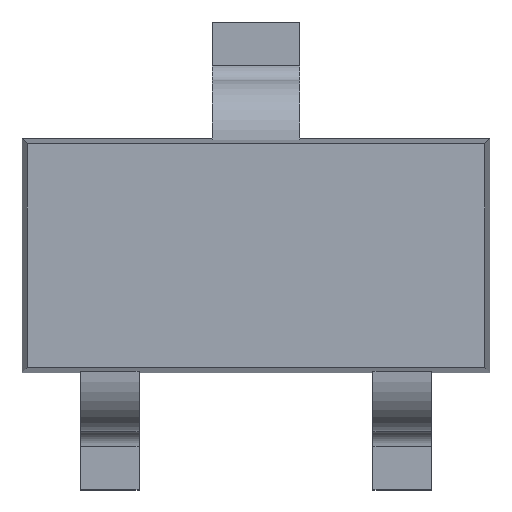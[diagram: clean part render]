
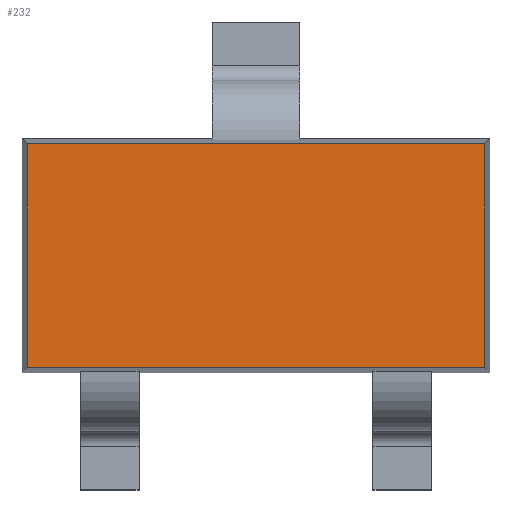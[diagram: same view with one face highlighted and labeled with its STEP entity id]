
A CAD part, top view. The second image highlights one B-rep face of the part: STEP entity #232.
In plain terms, the highlighted planar face has unit normal (0, 0, 1).
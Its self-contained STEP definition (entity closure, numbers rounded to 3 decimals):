
#232=ADVANCED_FACE('',(#700),#699,.T.);
#699=PLANE('',#1002);
#700=FACE_OUTER_BOUND('',#1003,.T.);
#999=CARTESIAN_POINT('',(-0.939,-0.459,0.7));
#1000=DIRECTION('',(0.,0.,1.));
#1001=DIRECTION('',(1.,0.,0.));
#1002=AXIS2_PLACEMENT_3D('',#999,#1000,#1001);
#1003=EDGE_LOOP('',(#1260,#1261,#1262,#1263));
#1260=ORIENTED_EDGE('',*,*,#1408,.T.);
#1261=ORIENTED_EDGE('',*,*,#1395,.F.);
#1262=ORIENTED_EDGE('',*,*,#1409,.F.);
#1263=ORIENTED_EDGE('',*,*,#1410,.T.);
#1395=EDGE_CURVE('',#2131,#2132,#2133,.T.);
#1408=EDGE_CURVE('',#2215,#2132,#2216,.T.);
#1409=EDGE_CURVE('',#2222,#2131,#2223,.T.);
#1410=EDGE_CURVE('',#2222,#2215,#2229,.T.);
#2131=VERTEX_POINT('',#2678);
#2132=VERTEX_POINT('',#2679);
#2133=LINE('',#2680,#2681);
#2215=VERTEX_POINT('',#2723);
#2216=LINE('',#2724,#2725);
#2222=VERTEX_POINT('',#2727);
#2223=LINE('',#2728,#2729);
#2229=LINE('',#2731,#2732);
#2678=CARTESIAN_POINT('',(-0.783,-0.383,0.7));
#2679=CARTESIAN_POINT('',(-0.783,0.383,0.7));
#2680=CARTESIAN_POINT('',(-0.783,-0.383,0.7));
#2681=VECTOR('',#2682,0.765);
#2682=DIRECTION('',(0.,1.,0.));
#2723=CARTESIAN_POINT('',(0.783,0.383,0.7));
#2724=CARTESIAN_POINT('',(0.783,0.383,0.7));
#2725=VECTOR('',#2726,1.565);
#2726=DIRECTION('',(-1.,0.,0.));
#2727=CARTESIAN_POINT('',(0.783,-0.383,0.7));
#2728=CARTESIAN_POINT('',(0.783,-0.383,0.7));
#2729=VECTOR('',#2730,1.565);
#2730=DIRECTION('',(-1.,0.,0.));
#2731=CARTESIAN_POINT('',(0.783,-0.383,0.7));
#2732=VECTOR('',#2733,0.765);
#2733=DIRECTION('',(0.,1.,0.));
